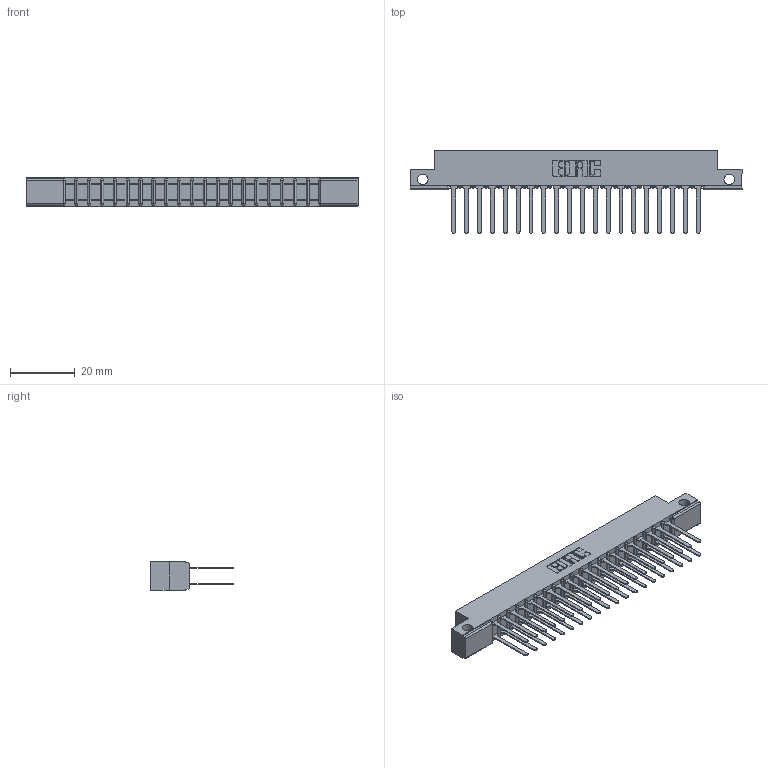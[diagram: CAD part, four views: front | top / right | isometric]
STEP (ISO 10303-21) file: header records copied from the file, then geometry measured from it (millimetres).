
FILE_DESCRIPTION (( 'STEP AP203' ), '1' );
FILE_NAME ('357-040-442-212.STEP', '2020-10-03T20:55:12', ( '' ), ( '' ), 'SwSTEP 2.0', 'SolidWorks 2020', '' );
FILE_SCHEMA (( 'CONFIG_CONTROL_DESIGN' ));
Length unit declared in the file: inch
Products named in the file (3): 357-040-442-212; 307-290-001_542; 307 Part_.128 Dia Side Mounting Holes
Assembly tree (41 placements, depth 2):
  357-040-442-212
    307 Part_.128 Dia Side Mounting Holes
    307-290-001_542  x40
Bounding box: 102.26 x 25.43 x 8.71 mm (x, y, z)
Volume: 6766 mm3; surface area: 12558.8 mm2
Topology: 41 solids, 41 shells, 1979 faces, 5523 edges, 3570 vertices
Faces by surface type: plane 1310, cylinder 627, sphere 42
Entity records: 20468 total; most frequent: CARTESIAN_POINT 3352, ORIENTED_EDGE 3318, DIRECTION 3293, EDGE_CURVE 1659, LINE 1263, VECTOR 1263, VERTEX_POINT 1074, AXIS2_PLACEMENT_3D 1015
